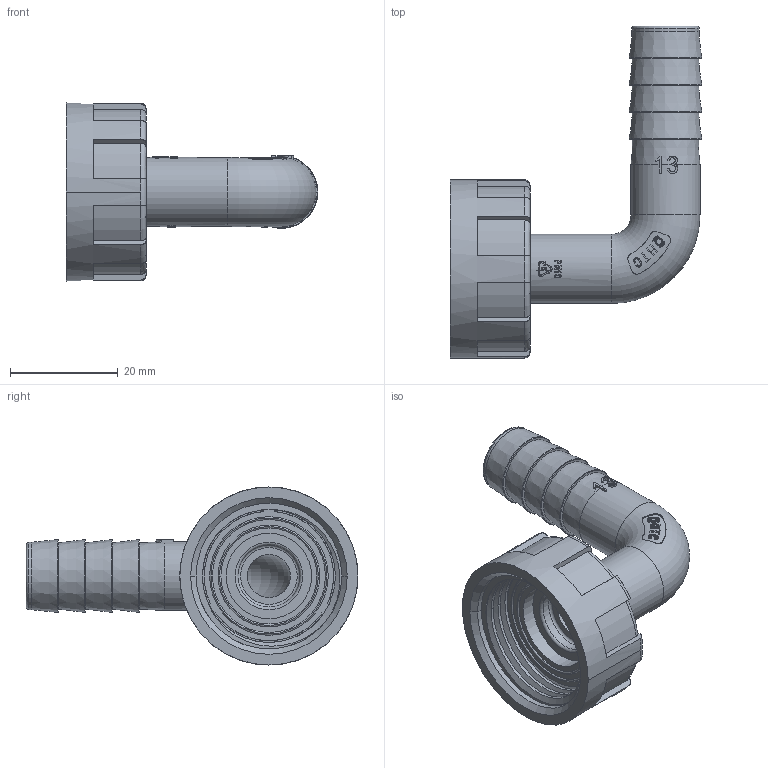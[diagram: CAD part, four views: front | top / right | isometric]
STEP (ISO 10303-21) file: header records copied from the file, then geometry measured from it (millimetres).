
FILE_DESCRIPTION(/* description */ (''),/* implementation_level */ '2;1');
FILE_NAME(/* name */ '弯3-4x13.stp',/* time_stamp */ '2025-03-27T19:43:48+08:00',/* author */ (''),/* organization */ (''),/* preprocessor_version */ 'ST-DEVELOPER v16.7',/* originating_system */ 'SIEMENS PLM Software NX 12.0',/* authorisation */ '');
FILE_SCHEMA (('AP203_CONFIGURATION_CONTROLLED_3D_DESIGN_OF_MECHANICAL_PARTS_AND_ASSEMBLIES_MIM_LF { 1 0 10303 403 2 1 2}'));
Length unit declared in the file: millimetre
Products named in the file (1): Admi1B10F00Drg0m
Bounding box: 46.64 x 61.5 x 33 mm (x, y, z)
Volume: 12033.6 mm3; surface area: 10937.8 mm2
Topology: 3 solids, 3 shells, 616 faces, 1715 edges, 1136 vertices
Faces by surface type: plane 395, cylinder 92, extrusion 74, torus 43, cone 7, sphere 3, bspline 2
Full cylindrical faces by diameter (mm): 1.03 x1, 1.426 x1, 8 x2, 11.5 x1, 12.5 x1, 12.8 x2, 15.81 x1, 17.816 x1, 18.836 x1, 20 x1, 20.944 x1, 21.964 x1, 23.97 x1, 24 x1
Entity records: 24021 total; most frequent: CARTESIAN_POINT 8408, ORIENTED_EDGE 3306, DIRECTION 3132, EDGE_CURVE 1653, AXIS2_PLACEMENT_3D 1224, VERTEX_POINT 1114, EDGE_LOOP 691, VECTOR 684
